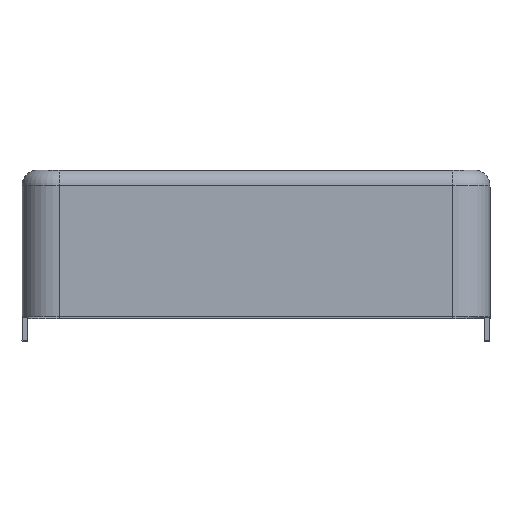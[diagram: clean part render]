
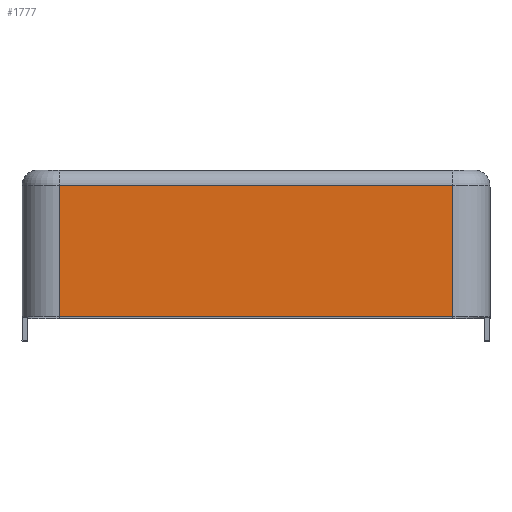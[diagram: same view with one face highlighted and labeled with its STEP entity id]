
A CAD part, top view. The second image highlights one B-rep face of the part: STEP entity #1777.
In plain terms, the highlighted planar face has unit normal (0, 0, 1).
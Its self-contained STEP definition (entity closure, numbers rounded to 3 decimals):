
#104 = DIRECTION ( 'NONE',  ( 1., 0., 0. ) ) ;
#275 = CARTESIAN_POINT ( 'NONE',  ( -10.05, 0., 27.2 ) ) ;
#305 = DIRECTION ( 'NONE',  ( 0., -1., 0. ) ) ;
#359 = FACE_OUTER_BOUND ( 'NONE', #2799, .T. ) ;
#421 = ORIENTED_EDGE ( 'NONE', *, *, #1518, .F. ) ;
#471 = LINE ( 'NONE', #2638, #3154 ) ;
#507 = VERTEX_POINT ( 'NONE', #2652 ) ;
#515 = VECTOR ( 'NONE', #104, 1000. ) ;
#519 = DIRECTION ( 'NONE',  ( 0., -1., 0. ) ) ;
#542 = ORIENTED_EDGE ( 'NONE', *, *, #2864, .T. ) ;
#898 = EDGE_CURVE ( 'NONE', #507, #960, #1958, .T. ) ;
#913 = VERTEX_POINT ( 'NONE', #3106 ) ;
#960 = VERTEX_POINT ( 'NONE', #2081 ) ;
#1102 = CARTESIAN_POINT ( 'NONE',  ( -10.05, 0., 27.2 ) ) ;
#1301 = AXIS2_PLACEMENT_3D ( 'NONE', #1102, #2390, #305 ) ;
#1480 = VECTOR ( 'NONE', #519, 1000. ) ;
#1518 = EDGE_CURVE ( 'NONE', #913, #3229, #3086, .T. ) ;
#1615 = DIRECTION ( 'NONE',  ( 1., 0., 0. ) ) ;
#1693 = CARTESIAN_POINT ( 'NONE',  ( 10.05, -7.5, 27.2 ) ) ;
#1751 = VECTOR ( 'NONE', #2992, 1000. ) ;
#1777 = ADVANCED_FACE ( 'NONE', ( #359 ), #2905, .T. ) ;
#1954 = CARTESIAN_POINT ( 'NONE',  ( 10.05, 0., 27.2 ) ) ;
#1958 = LINE ( 'NONE', #275, #1480 ) ;
#2038 = ORIENTED_EDGE ( 'NONE', *, *, #2166, .F. ) ;
#2081 = CARTESIAN_POINT ( 'NONE',  ( -10.05, -7.5, 27.2 ) ) ;
#2166 = EDGE_CURVE ( 'NONE', #507, #913, #2417, .T. ) ;
#2390 = DIRECTION ( 'NONE',  ( 0., 0., 1. ) ) ;
#2417 = LINE ( 'NONE', #3210, #515 ) ;
#2579 = ORIENTED_EDGE ( 'NONE', *, *, #898, .T. ) ;
#2638 = CARTESIAN_POINT ( 'NONE',  ( -10.05, -7.5, 27.2 ) ) ;
#2652 = CARTESIAN_POINT ( 'NONE',  ( -10.05, -0.8, 27.2 ) ) ;
#2799 = EDGE_LOOP ( 'NONE', ( #542, #421, #2038, #2579 ) ) ;
#2864 = EDGE_CURVE ( 'NONE', #960, #3229, #471, .T. ) ;
#2905 = PLANE ( 'NONE',  #1301 ) ;
#2992 = DIRECTION ( 'NONE',  ( 0., -1., 0. ) ) ;
#3086 = LINE ( 'NONE', #1954, #1751 ) ;
#3106 = CARTESIAN_POINT ( 'NONE',  ( 10.05, -0.8, 27.2 ) ) ;
#3154 = VECTOR ( 'NONE', #1615, 1000. ) ;
#3210 = CARTESIAN_POINT ( 'NONE',  ( -10.05, -0.8, 27.2 ) ) ;
#3229 = VERTEX_POINT ( 'NONE', #1693 ) ;
